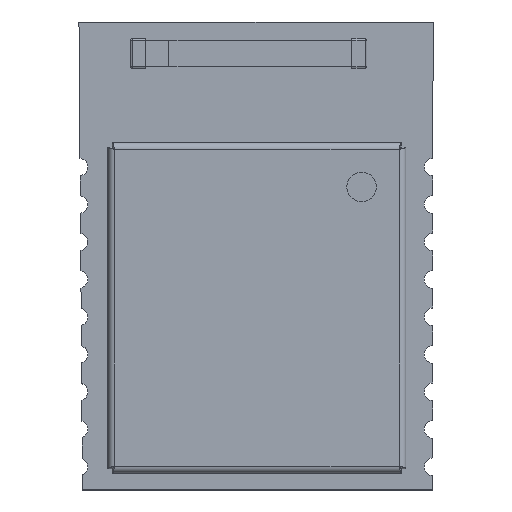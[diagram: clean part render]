
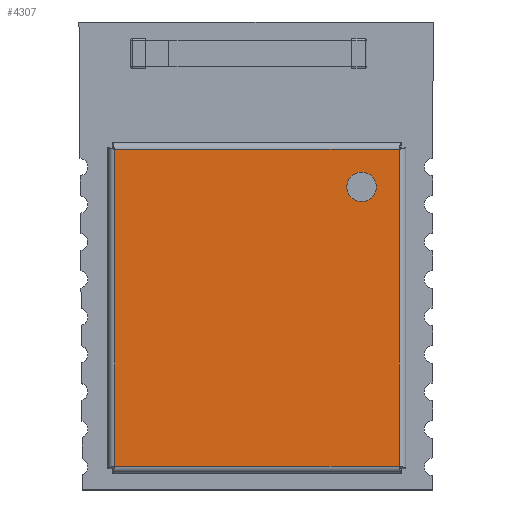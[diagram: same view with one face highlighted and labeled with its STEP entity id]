
A CAD part, top view. The second image highlights one B-rep face of the part: STEP entity #4307.
In plain terms, the highlighted planar face has unit normal (0, 0, 1).
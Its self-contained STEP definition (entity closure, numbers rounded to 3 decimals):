
#3694 = VERTEX_POINT('',#3695);
#3695 = CARTESIAN_POINT('',(-4.82,5.37,0.15));
#3906 = VERTEX_POINT('',#3907);
#3907 = CARTESIAN_POINT('',(-4.82,-5.37,0.15));
#4182 = EDGE_CURVE('',#3906,#3694,#4183,.T.);
#4183 = LINE('',#4184,#4185);
#4184 = CARTESIAN_POINT('',(-4.82,-5.37,0.15));
#4185 = VECTOR('',#4186,1.);
#4186 = DIRECTION('',(0.,1.,0.));
#4307 = ADVANCED_FACE('',(#4308,#4333),#4353,.T.);
#4308 = FACE_BOUND('',#4309,.F.);
#4309 = EDGE_LOOP('',(#4310,#4318,#4319,#4327));
#4310 = ORIENTED_EDGE('',*,*,#4311,.T.);
#4311 = EDGE_CURVE('',#4312,#3906,#4314,.T.);
#4312 = VERTEX_POINT('',#4313);
#4313 = CARTESIAN_POINT('',(4.82,-5.37,0.15));
#4314 = LINE('',#4315,#4316);
#4315 = CARTESIAN_POINT('',(4.82,-5.37,0.15));
#4316 = VECTOR('',#4317,1.);
#4317 = DIRECTION('',(-1.,0.,0.));
#4318 = ORIENTED_EDGE('',*,*,#4182,.T.);
#4319 = ORIENTED_EDGE('',*,*,#4320,.T.);
#4320 = EDGE_CURVE('',#3694,#4321,#4323,.T.);
#4321 = VERTEX_POINT('',#4322);
#4322 = CARTESIAN_POINT('',(4.82,5.37,0.15));
#4323 = LINE('',#4324,#4325);
#4324 = CARTESIAN_POINT('',(-4.82,5.37,0.15));
#4325 = VECTOR('',#4326,1.);
#4326 = DIRECTION('',(1.,0.,0.));
#4327 = ORIENTED_EDGE('',*,*,#4328,.T.);
#4328 = EDGE_CURVE('',#4321,#4312,#4329,.T.);
#4329 = LINE('',#4330,#4331);
#4330 = CARTESIAN_POINT('',(4.82,5.37,0.15));
#4331 = VECTOR('',#4332,1.);
#4332 = DIRECTION('',(0.,-1.,0.));
#4333 = FACE_BOUND('',#4334,.F.);
#4334 = EDGE_LOOP('',(#4335,#4346));
#4335 = ORIENTED_EDGE('',*,*,#4336,.T.);
#4336 = EDGE_CURVE('',#4337,#4339,#4341,.T.);
#4337 = VERTEX_POINT('',#4338);
#4338 = CARTESIAN_POINT('',(3.05,4.1,0.15));
#4339 = VERTEX_POINT('',#4340);
#4340 = CARTESIAN_POINT('',(4.05,4.1,0.15));
#4341 = CIRCLE('',#4342,0.5);
#4342 = AXIS2_PLACEMENT_3D('',#4343,#4344,#4345);
#4343 = CARTESIAN_POINT('',(3.55,4.1,0.15));
#4344 = DIRECTION('',(0.,0.,1.));
#4345 = DIRECTION('',(-1.,0.,0.));
#4346 = ORIENTED_EDGE('',*,*,#4347,.T.);
#4347 = EDGE_CURVE('',#4339,#4337,#4348,.T.);
#4348 = CIRCLE('',#4349,0.5);
#4349 = AXIS2_PLACEMENT_3D('',#4350,#4351,#4352);
#4350 = CARTESIAN_POINT('',(3.55,4.1,0.15));
#4351 = DIRECTION('',(0.,0.,1.));
#4352 = DIRECTION('',(1.,0.,0.));
#4353 = PLANE('',#4354);
#4354 = AXIS2_PLACEMENT_3D('',#4355,#4356,#4357);
#4355 = CARTESIAN_POINT('',(0.,0.,0.15));
#4356 = DIRECTION('',(0.,0.,1.));
#4357 = DIRECTION('',(1.,0.,0.));
